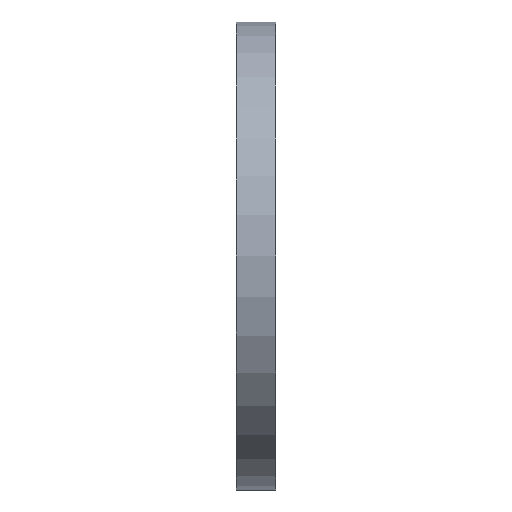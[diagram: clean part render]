
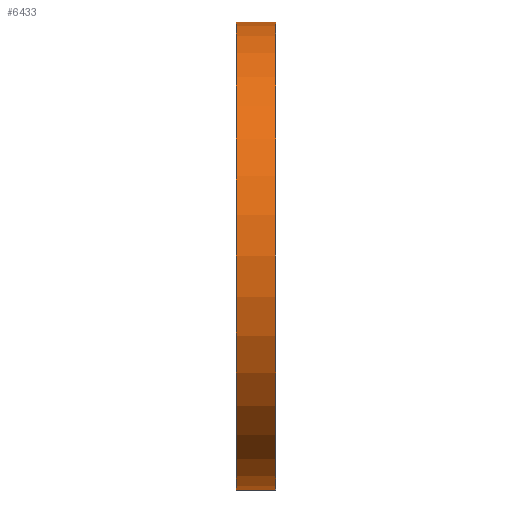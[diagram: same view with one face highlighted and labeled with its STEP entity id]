
A CAD part, left-side view. The second image highlights one B-rep face of the part: STEP entity #6433.
In plain terms, the highlighted cylindrical face has radius 60 mm (diameter 120 mm), a partial arc.
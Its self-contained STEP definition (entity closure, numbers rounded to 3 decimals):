
#103 = VERTEX_POINT ( 'NONE', #10615 ) ;
#500 = CARTESIAN_POINT ( 'NONE',  ( 0., -5., 60. ) ) ;
#510 = CIRCLE ( 'NONE', #676, 60. ) ;
#676 = AXIS2_PLACEMENT_3D ( 'NONE', #11898, #8616, #11845 ) ;
#852 = CARTESIAN_POINT ( 'NONE',  ( 0., 5., -60. ) ) ;
#886 = VERTEX_POINT ( 'NONE', #8275 ) ;
#1239 = CIRCLE ( 'NONE', #7169, 60. ) ;
#1516 = EDGE_CURVE ( 'NONE', #103, #12124, #1239, .T. ) ;
#1746 = DIRECTION ( 'NONE',  ( 0., 0., 1. ) ) ;
#3421 = DIRECTION ( 'NONE',  ( 0., 0., -1. ) ) ;
#3582 = LINE ( 'NONE', #852, #12702 ) ;
#4825 = ORIENTED_EDGE ( 'NONE', *, *, #5816, .F. ) ;
#5809 = ORIENTED_EDGE ( 'NONE', *, *, #6408, .F. ) ;
#5816 = EDGE_CURVE ( 'NONE', #13603, #886, #510, .T. ) ;
#6087 = CARTESIAN_POINT ( 'NONE',  ( 0., -5., 0. ) ) ;
#6408 = EDGE_CURVE ( 'NONE', #886, #12124, #8550, .T. ) ;
#6433 = ADVANCED_FACE ( 'NONE', ( #13623 ), #7191, .T. ) ;
#7169 = AXIS2_PLACEMENT_3D ( 'NONE', #6087, #8303, #1746 ) ;
#7191 = CYLINDRICAL_SURFACE ( 'NONE', #9474, 60. ) ;
#7201 = CARTESIAN_POINT ( 'NONE',  ( 0., 5., -60. ) ) ;
#8275 = CARTESIAN_POINT ( 'NONE',  ( 0., 5., 60. ) ) ;
#8303 = DIRECTION ( 'NONE',  ( 0., 1., 0. ) ) ;
#8550 = LINE ( 'NONE', #8607, #12288 ) ;
#8607 = CARTESIAN_POINT ( 'NONE',  ( 0., 5., 60. ) ) ;
#8616 = DIRECTION ( 'NONE',  ( 0., 1., 0. ) ) ;
#8937 = DIRECTION ( 'NONE',  ( 0., -1., 0. ) ) ;
#9280 = EDGE_LOOP ( 'NONE', ( #5809, #4825, #12329, #9629 ) ) ;
#9474 = AXIS2_PLACEMENT_3D ( 'NONE', #12217, #8937, #3421 ) ;
#9629 = ORIENTED_EDGE ( 'NONE', *, *, #1516, .T. ) ;
#10615 = CARTESIAN_POINT ( 'NONE',  ( 0., -5., -60. ) ) ;
#11741 = EDGE_CURVE ( 'NONE', #13603, #103, #3582, .T. ) ;
#11845 = DIRECTION ( 'NONE',  ( 0., 0., 1. ) ) ;
#11898 = CARTESIAN_POINT ( 'NONE',  ( 0., 5., 0. ) ) ;
#11982 = DIRECTION ( 'NONE',  ( 0., -1., 0. ) ) ;
#12124 = VERTEX_POINT ( 'NONE', #500 ) ;
#12217 = CARTESIAN_POINT ( 'NONE',  ( 0., 5., 0. ) ) ;
#12288 = VECTOR ( 'NONE', #11982, 1000. ) ;
#12329 = ORIENTED_EDGE ( 'NONE', *, *, #11741, .T. ) ;
#12702 = VECTOR ( 'NONE', #12760, 1000. ) ;
#12760 = DIRECTION ( 'NONE',  ( 0., -1., 0. ) ) ;
#13603 = VERTEX_POINT ( 'NONE', #7201 ) ;
#13623 = FACE_OUTER_BOUND ( 'NONE', #9280, .T. ) ;
